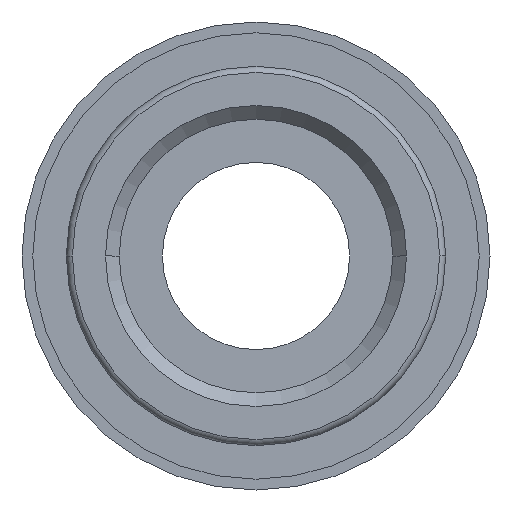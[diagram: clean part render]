
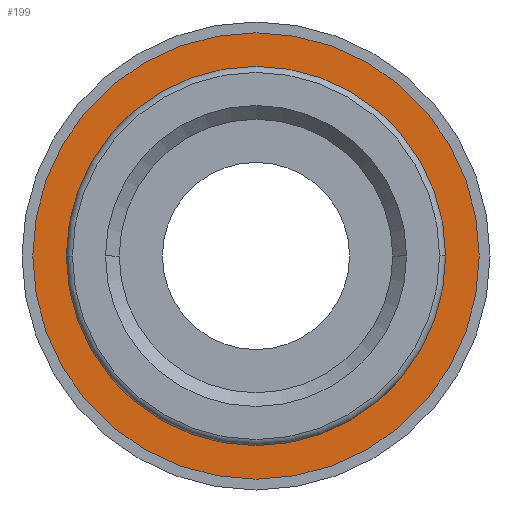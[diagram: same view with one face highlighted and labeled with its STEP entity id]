
A CAD part, front view. The second image highlights one B-rep face of the part: STEP entity #199.
In plain terms, the highlighted planar face has unit normal (0, -1, 0).
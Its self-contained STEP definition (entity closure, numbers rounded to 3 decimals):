
#199=ADVANCED_FACE('',(#406,#407),#408,.T.);
#406=FACE_BOUND('',#605,.T.);
#407=FACE_OUTER_BOUND('',#606,.T.);
#408=PLANE('',#607);
#605=EDGE_LOOP('',(#1074,#1075));
#606=EDGE_LOOP('',(#1076,#1077));
#607=AXIS2_PLACEMENT_3D('',#1078,#1079,#1080);
#1074=ORIENTED_EDGE('',*,*,#1218,.T.);
#1075=ORIENTED_EDGE('',*,*,#1211,.T.);
#1076=ORIENTED_EDGE('',*,*,#1182,.F.);
#1077=ORIENTED_EDGE('',*,*,#1117,.F.);
#1078=CARTESIAN_POINT('',(7.75,6.0,0.0));
#1079=DIRECTION('',(-0.0,-1.0,-0.0));
#1080=DIRECTION('',(-1.0,0.0,0.0));
#1117=EDGE_CURVE('',#1318,#1313,#1320,.T.);
#1182=EDGE_CURVE('',#1313,#1318,#1417,.T.);
#1211=EDGE_CURVE('',#1452,#1454,#1456,.T.);
#1218=EDGE_CURVE('',#1454,#1452,#1465,.T.);
#1313=VERTEX_POINT('',#1572);
#1318=VERTEX_POINT('',#1578);
#1320=CIRCLE('',#1581,15.5);
#1417=CIRCLE('',#1698,15.5);
#1452=VERTEX_POINT('',#1737);
#1454=VERTEX_POINT('',#1740);
#1456=CIRCLE('',#1743,12.75);
#1465=CIRCLE('',#1752,12.75);
#1572=CARTESIAN_POINT('',(15.5,6.0,0.0));
#1578=CARTESIAN_POINT('',(-15.5,6.0,0.));
#1581=AXIS2_PLACEMENT_3D('',#1864,#1865,#1866);
#1698=AXIS2_PLACEMENT_3D('',#1968,#1969,#1970);
#1737=CARTESIAN_POINT('',(12.75,6.0,0.));
#1740=CARTESIAN_POINT('',(-12.75,6.0,0.));
#1743=AXIS2_PLACEMENT_3D('',#2019,#2020,#2021);
#1752=AXIS2_PLACEMENT_3D('',#2031,#2032,#2033);
#1864=CARTESIAN_POINT('',(0.0,6.0,0.0));
#1865=DIRECTION('',(-0.0,1.0,0.0));
#1866=DIRECTION('',(1.0,0.0,0.0));
#1968=CARTESIAN_POINT('',(0.0,6.0,0.0));
#1969=DIRECTION('',(-0.0,1.0,0.0));
#1970=DIRECTION('',(1.0,0.0,0.0));
#2019=CARTESIAN_POINT('',(0.0,6.0,0.0));
#2020=DIRECTION('',(-0.0,1.0,0.0));
#2021=DIRECTION('',(1.0,0.0,0.0));
#2031=CARTESIAN_POINT('',(0.0,6.0,0.0));
#2032=DIRECTION('',(-0.0,1.0,0.0));
#2033=DIRECTION('',(1.0,0.0,0.0));
